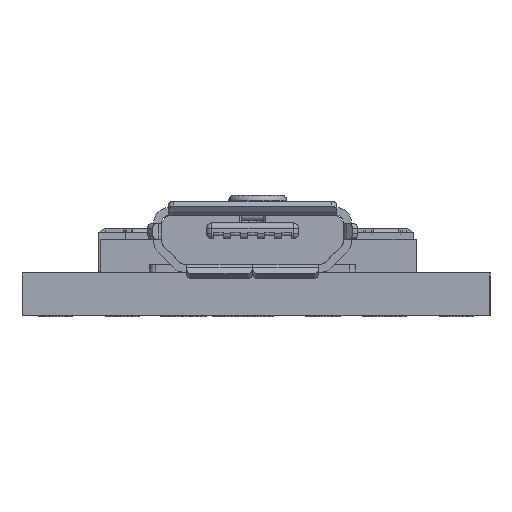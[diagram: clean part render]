
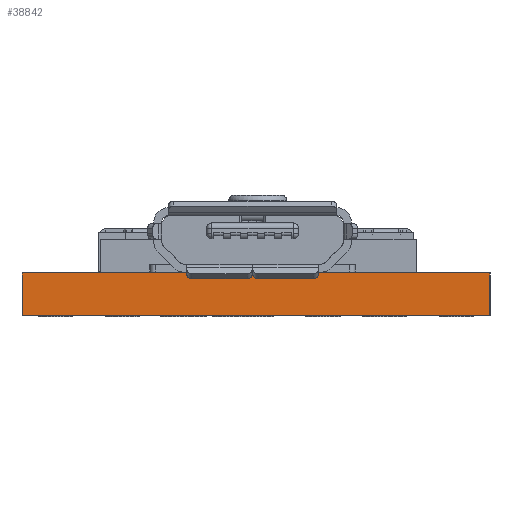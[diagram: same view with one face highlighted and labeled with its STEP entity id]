
A CAD part, left-side view. The second image highlights one B-rep face of the part: STEP entity #38842.
In plain terms, the highlighted planar face has unit normal (-1, 0, 0).
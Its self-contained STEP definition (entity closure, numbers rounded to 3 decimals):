
#2937=PLANE('',#43146);
#5097=FACE_OUTER_BOUND('',#7671,.T.);
#7671=EDGE_LOOP('',(#35349,#35350,#35351,#35352));
#11190=LINE('',#66884,#14562);
#11195=LINE('',#67014,#14567);
#11196=LINE('',#67017,#14568);
#11197=LINE('',#67018,#14569);
#14562=VECTOR('',#54083,10.);
#14567=VECTOR('',#54212,10.);
#14568=VECTOR('',#54215,10.);
#14569=VECTOR('',#54216,10.);
#19928=VERTEX_POINT('',#66877);
#19931=VERTEX_POINT('',#66882);
#19994=VERTEX_POINT('',#67012);
#19995=VERTEX_POINT('',#67016);
#25085=EDGE_CURVE('',#19931,#19928,#11190,.T.);
#25150=EDGE_CURVE('',#19931,#19994,#11195,.T.);
#25151=EDGE_CURVE('',#19995,#19994,#11196,.T.);
#25152=EDGE_CURVE('',#19928,#19995,#11197,.T.);
#35349=ORIENTED_EDGE('',*,*,#25150,.T.);
#35350=ORIENTED_EDGE('',*,*,#25151,.F.);
#35351=ORIENTED_EDGE('',*,*,#25152,.F.);
#35352=ORIENTED_EDGE('',*,*,#25085,.F.);
#38842=ADVANCED_FACE('',(#5097),#2937,.T.);
#43146=AXIS2_PLACEMENT_3D('',#67015,#54213,#54214);
#54083=DIRECTION('',(0.,1.,0.));
#54212=DIRECTION('',(0.,0.,1.));
#54213=DIRECTION('center_axis',(-1.,0.,0.));
#54214=DIRECTION('ref_axis',(0.,-1.,0.));
#54215=DIRECTION('',(0.,-1.,0.));
#54216=DIRECTION('',(0.,0.,1.));
#66877=CARTESIAN_POINT('',(-30.48,8.89,-0.815));
#66882=CARTESIAN_POINT('',(-30.48,-8.89,-0.815));
#66884=CARTESIAN_POINT('',(-30.48,-8.89,-0.815));
#67012=CARTESIAN_POINT('',(-30.48,-8.89,0.815));
#67014=CARTESIAN_POINT('',(-30.48,-8.89,0.));
#67015=CARTESIAN_POINT('Origin',(-30.48,8.89,0.));
#67016=CARTESIAN_POINT('',(-30.48,8.89,0.815));
#67017=CARTESIAN_POINT('',(-30.48,-8.89,0.815));
#67018=CARTESIAN_POINT('',(-30.48,8.89,0.));
